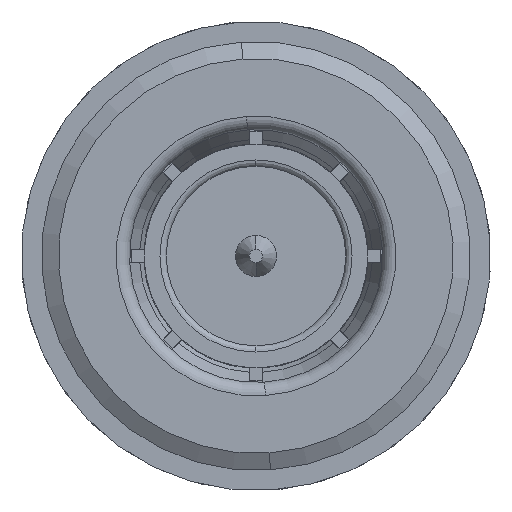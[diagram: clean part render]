
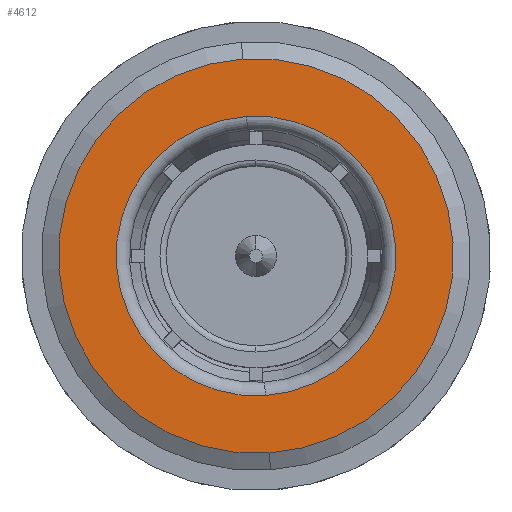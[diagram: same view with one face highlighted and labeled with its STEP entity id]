
A CAD part, left-side view. The second image highlights one B-rep face of the part: STEP entity #4612.
In plain terms, the highlighted face is planar.
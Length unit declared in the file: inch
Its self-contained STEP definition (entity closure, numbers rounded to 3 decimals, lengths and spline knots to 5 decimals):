
#4 = FACE_OUTER_BOUND ( 'NONE', #2858, .T. ) ;
#8 = CARTESIAN_POINT ( 'NONE',  ( 0.6686, -0.00833, 0.12295 ) ) ;
#525 = CIRCLE ( 'NONE', #2878, 0.17402 ) ;
#656 = FACE_BOUND ( 'NONE', #2093, .T. ) ;
#758 = AXIS2_PLACEMENT_3D ( 'NONE', #3756, #1909, #3930 ) ;
#918 = CARTESIAN_POINT ( 'NONE',  ( 0.6686, 0., 0. ) ) ;
#1342 = ORIENTED_EDGE ( 'NONE', *, *, #2963, .F. ) ;
#1553 = CARTESIAN_POINT ( 'NONE',  ( 0.6686, 0., 0. ) ) ;
#1761 = EDGE_CURVE ( 'NONE', #3854, #7204, #2781, .T. ) ;
#1909 = DIRECTION ( 'NONE',  ( 1., 0., 0. ) ) ;
#2093 = EDGE_LOOP ( 'NONE', ( #3780, #3549 ) ) ;
#2614 = CARTESIAN_POINT ( 'NONE',  ( 0.6686, 0.00833, -0.12295 ) ) ;
#2781 = CIRCLE ( 'NONE', #3845, 0.12323 ) ;
#2858 = EDGE_LOOP ( 'NONE', ( #1342, #5898 ) ) ;
#2876 = DIRECTION ( 'NONE',  ( -1., 0., 0. ) ) ;
#2878 = AXIS2_PLACEMENT_3D ( 'NONE', #918, #5903, #7207 ) ;
#2884 = VERTEX_POINT ( 'NONE', #5724 ) ;
#2954 = AXIS2_PLACEMENT_3D ( 'NONE', #7350, #7226, #5924 ) ;
#2963 = EDGE_CURVE ( 'NONE', #2884, #3813, #525, .T. ) ;
#3033 = CARTESIAN_POINT ( 'NONE',  ( 0.6686, 0.01177, -0.17362 ) ) ;
#3256 = DIRECTION ( 'NONE',  ( 0., 0.068, -0.998 ) ) ;
#3549 = ORIENTED_EDGE ( 'NONE', *, *, #7315, .T. ) ;
#3756 = CARTESIAN_POINT ( 'NONE',  ( 0.6686, -0.17362, -0.01177 ) ) ;
#3780 = ORIENTED_EDGE ( 'NONE', *, *, #1761, .T. ) ;
#3813 = VERTEX_POINT ( 'NONE', #3033 ) ;
#3845 = AXIS2_PLACEMENT_3D ( 'NONE', #7678, #7223, #3256 ) ;
#3854 = VERTEX_POINT ( 'NONE', #2614 ) ;
#3930 = DIRECTION ( 'NONE',  ( 0., 1., 0. ) ) ;
#4612 = ADVANCED_FACE ( 'NONE', ( #4, #656 ), #7099, .T. ) ;
#4643 = CIRCLE ( 'NONE', #6157, 0.17402 ) ;
#5724 = CARTESIAN_POINT ( 'NONE',  ( 0.6686, -0.01177, 0.17362 ) ) ;
#5898 = ORIENTED_EDGE ( 'NONE', *, *, #7933, .F. ) ;
#5903 = DIRECTION ( 'NONE',  ( -1., 0., 0. ) ) ;
#5924 = DIRECTION ( 'NONE',  ( 0., 0.068, -0.998 ) ) ;
#6157 = AXIS2_PLACEMENT_3D ( 'NONE', #1553, #2876, #8088 ) ;
#6756 = CIRCLE ( 'NONE', #2954, 0.12323 ) ;
#7099 = PLANE ( 'NONE',  #758 ) ;
#7204 = VERTEX_POINT ( 'NONE', #8 ) ;
#7207 = DIRECTION ( 'NONE',  ( 0., -0.068, 0.998 ) ) ;
#7223 = DIRECTION ( 'NONE',  ( -1., 0., 0. ) ) ;
#7226 = DIRECTION ( 'NONE',  ( -1., 0., 0. ) ) ;
#7315 = EDGE_CURVE ( 'NONE', #7204, #3854, #6756, .T. ) ;
#7350 = CARTESIAN_POINT ( 'NONE',  ( 0.6686, 0., 0. ) ) ;
#7678 = CARTESIAN_POINT ( 'NONE',  ( 0.6686, 0., 0. ) ) ;
#7933 = EDGE_CURVE ( 'NONE', #3813, #2884, #4643, .T. ) ;
#8088 = DIRECTION ( 'NONE',  ( 0., -0.068, 0.998 ) ) ;
